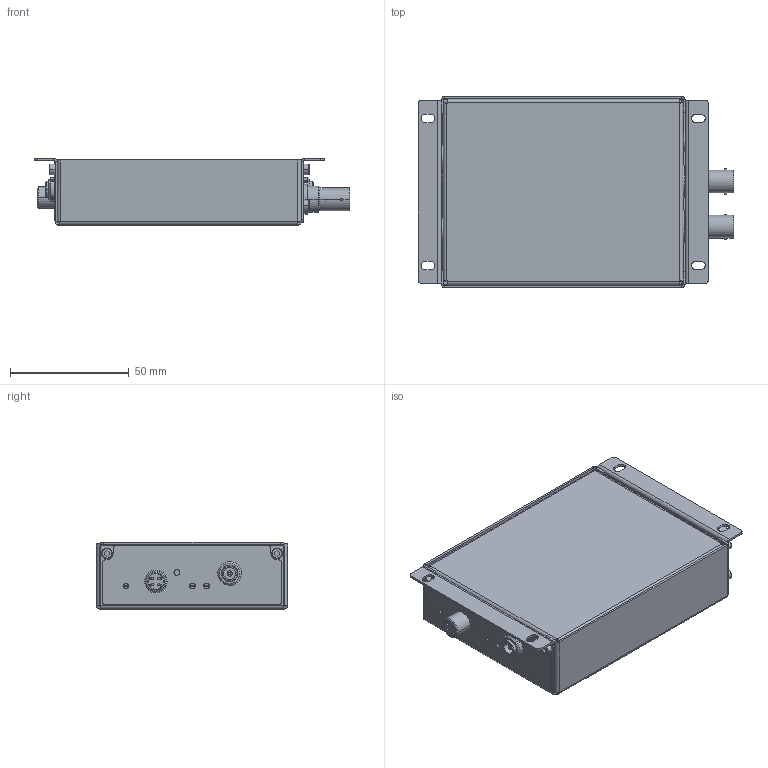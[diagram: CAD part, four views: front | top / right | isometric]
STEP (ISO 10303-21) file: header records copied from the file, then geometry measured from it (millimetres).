
FILE_DESCRIPTION (( 'STEP AP214' ), '1' );
FILE_NAME ('88202411-CR10 SHV.STEP', '2017-08-22T18:02:32', ( '' ), ( '' ), 'SwSTEP 2.0', 'SolidWorks 2017', '' );
FILE_SCHEMA (( 'AUTOMOTIVE_DESIGN' ));
Length unit declared in the file: inch
Products named in the file (26): SHV Panel Mnt 51494; Lemo EXG 0B 304 HLN; Capacitor HV 3kV Ceramic; EPS.00.250.NTN; Nut - EPS.00.250.NLN; era_00_250_ntl_02; era_00_250_ntl_03; Lemo EPL-00-250-NTN; BNC Nut; 516-AG7D; 17213970  A; 399-93-108-10-003000; 17229750  A; 9000-17002  1; 17229740  A; 17229730  A; SHCS METRIC SST-1_SHCS, SS, M2.5 X 4; 17229720  B; 17213610; 9000-17002  1_DETECTOR SHV; 88202411-CR10 SHV; BUS BAR E-FAB EFI-30410; CR-11x Pre-Amp Module; 3296X-xxxLF; 551XX09F_551-1109 Red; HV Pin Socket - TE 50865
Assembly tree (38 placements, depth 4):
  88202411-CR10 SHV
    17229720  B
    17229730  A
    9000-17002  1_DETECTOR SHV
      9000-17002  1
      399-93-108-10-003000
      516-AG7D
      EPS.00.250.NTN  x2
        Lemo EPL-00-250-NTN
        era_00_250_ntl_03
        era_00_250_ntl_02
        Nut - EPS.00.250.NLN
      Capacitor HV 3kV Ceramic  x2
      Lemo EXG 0B 304 HLN
      SHV Panel Mnt 51494  x2
      HV Pin Socket - TE 50865  x2
      551XX09F_551-1109 Red
      3296X-xxxLF  x3
      CR-11x Pre-Amp Module  x3
      BUS BAR E-FAB EFI-30410
    17213610
    SHCS METRIC SST-1_SHCS, SS, M2.5 X 4  x6
    17229740  A
    17229750  A
    17213970  A
    BNC Nut
Bounding box: 132.98 x 80.54 x 28.44 mm (x, y, z)
Volume: 51252.3 mm3; surface area: 112795.1 mm2
Topology: 39 solids, 42 shells, 2169 faces, 4949 edges, 3111 vertices
Faces by surface type: cylinder 937, plane 851, cone 215, bspline 146, torus 12, sphere 8
Entity records: 52519 total; most frequent: CARTESIAN_POINT 11557, DIRECTION 7980, ORIENTED_EDGE 7244, EDGE_CURVE 3627, AXIS2_PLACEMENT_3D 3079, VERTEX_POINT 2272, EDGE_LOOP 1843, LINE 1822
